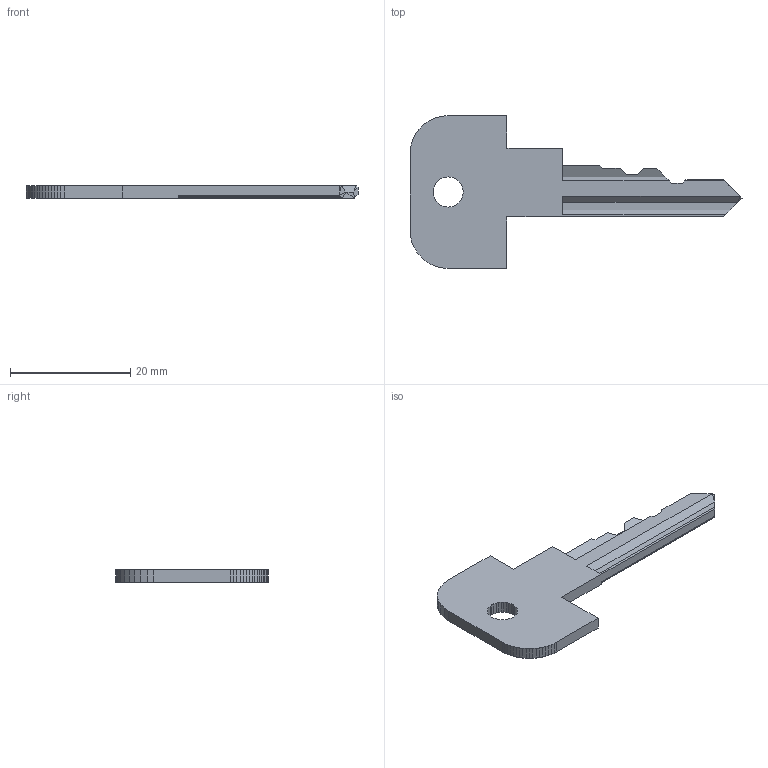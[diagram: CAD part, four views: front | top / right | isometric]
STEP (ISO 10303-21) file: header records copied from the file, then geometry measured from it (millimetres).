
FILE_DESCRIPTION(('FreeCAD Model'),'2;1');
FILE_NAME('Open CASCADE Shape Model','2024-02-17T17:23:12',(''),(''), 'Open CASCADE STEP processor 7.6','FreeCAD','Unknown');
FILE_SCHEMA(('AUTOMOTIVE_DESIGN { 1 0 10303 214 1 1 1 1 }'));
Length unit declared in the file: millimetre
Products named in the file (1): 1v14001_print_optimized
Bounding box: 55.22 x 25.4 x 2 mm (x, y, z)
Volume: 1175.6 mm3; surface area: 1740.6 mm2
Topology: 1 solids, 1 shells, 156 faces, 387 edges, 233 vertices
Faces by surface type: plane 156
Entity records: 9488 total; most frequent: CARTESIAN_POINT 1551, DIRECTION 1475, LINE 1161, VECTOR 1161, ORIENTED_EDGE 774, PCURVE 774, DEFINITIONAL_REPRESENTATION 774, EDGE_CURVE 387
